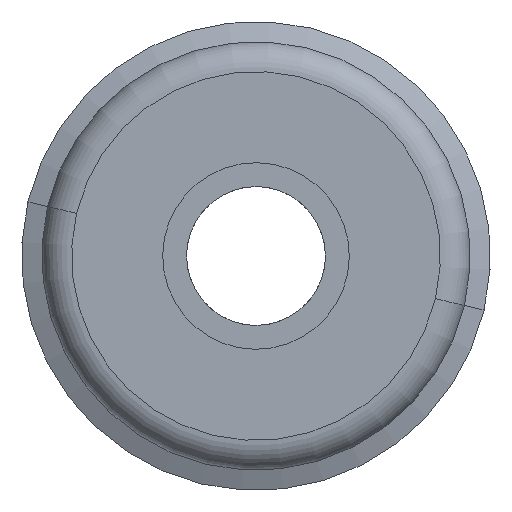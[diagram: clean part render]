
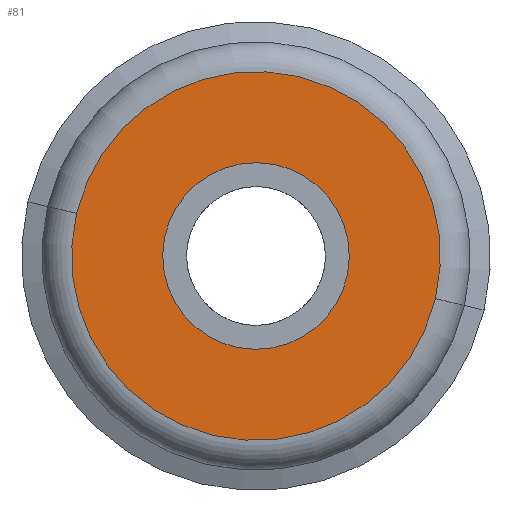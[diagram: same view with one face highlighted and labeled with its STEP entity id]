
A CAD part, front view. The second image highlights one B-rep face of the part: STEP entity #81.
In plain terms, the highlighted face is planar.
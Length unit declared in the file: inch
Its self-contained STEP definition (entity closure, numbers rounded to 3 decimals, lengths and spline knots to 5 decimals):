
#47 = EDGE_LOOP ( 'NONE', ( #1040, #185 ) ) ;
#81 = ADVANCED_FACE ( 'NONE', ( #2121, #2130 ), #1285, .T. ) ;
#185 = ORIENTED_EDGE ( 'NONE', *, *, #713, .T. ) ;
#270 = DIRECTION ( 'NONE',  ( -1., 0., 0. ) ) ;
#276 = CARTESIAN_POINT ( 'NONE',  ( -0.058, 0., 0.313 ) ) ;
#278 = DIRECTION ( 'NONE',  ( -1., 0., 0. ) ) ;
#283 = DIRECTION ( 'NONE',  ( 0., 0., -1. ) ) ;
#297 = CARTESIAN_POINT ( 'NONE',  ( 0., 0., 0.313 ) ) ;
#316 = DIRECTION ( 'NONE',  ( 0., 0., -1. ) ) ;
#317 = CARTESIAN_POINT ( 'NONE',  ( 0., 0., 0.313 ) ) ;
#572 = CARTESIAN_POINT ( 'NONE',  ( 0., 0., 0.313 ) ) ;
#573 = DIRECTION ( 'NONE',  ( -1., 0., 0. ) ) ;
#597 = DIRECTION ( 'NONE',  ( -1., 0., 0. ) ) ;
#607 = CARTESIAN_POINT ( 'NONE',  ( 0., 0., 0.313 ) ) ;
#646 = DIRECTION ( 'NONE',  ( 0., 0., -1. ) ) ;
#651 = DIRECTION ( 'NONE',  ( 0., 0., -1. ) ) ;
#713 = EDGE_CURVE ( 'NONE', #1730, #1709, #1953, .T. ) ;
#716 = EDGE_CURVE ( 'NONE', #1728, #1734, #1958, .T. ) ;
#736 = EDGE_CURVE ( 'NONE', #1734, #1728, #1520, .T. ) ;
#737 = EDGE_CURVE ( 'NONE', #1709, #1730, #1521, .T. ) ;
#894 = CARTESIAN_POINT ( 'NONE',  ( 0.058, 0., 0.313 ) ) ;
#901 = CARTESIAN_POINT ( 'NONE',  ( 0.1235, 0., 0.313 ) ) ;
#942 = CARTESIAN_POINT ( 'NONE',  ( -0.1235, 0., 0.313 ) ) ;
#1039 = ORIENTED_EDGE ( 'NONE', *, *, #736, .F. ) ;
#1040 = ORIENTED_EDGE ( 'NONE', *, *, #737, .T. ) ;
#1044 = ORIENTED_EDGE ( 'NONE', *, *, #716, .F. ) ;
#1243 = DIRECTION ( 'NONE',  ( 1., 0., 0. ) ) ;
#1252 = DIRECTION ( 'NONE',  ( 0., 0., 1. ) ) ;
#1285 = PLANE ( 'NONE',  #1600 ) ;
#1296 = CARTESIAN_POINT ( 'NONE',  ( 0., 0.058, 0.313 ) ) ;
#1520 = CIRCLE ( 'NONE', #1679, 0.1235 ) ;
#1521 = CIRCLE ( 'NONE', #1680, 0.058 ) ;
#1600 = AXIS2_PLACEMENT_3D ( 'NONE', #1296, #1252, #1243 ) ;
#1666 = AXIS2_PLACEMENT_3D ( 'NONE', #607, #646, #597 ) ;
#1667 = AXIS2_PLACEMENT_3D ( 'NONE', #572, #651, #573 ) ;
#1679 = AXIS2_PLACEMENT_3D ( 'NONE', #297, #283, #278 ) ;
#1680 = AXIS2_PLACEMENT_3D ( 'NONE', #317, #316, #270 ) ;
#1709 = VERTEX_POINT ( 'NONE', #276 ) ;
#1728 = VERTEX_POINT ( 'NONE', #942 ) ;
#1730 = VERTEX_POINT ( 'NONE', #894 ) ;
#1734 = VERTEX_POINT ( 'NONE', #901 ) ;
#1865 = EDGE_LOOP ( 'NONE', ( #1044, #1039 ) ) ;
#1953 = CIRCLE ( 'NONE', #1666, 0.058 ) ;
#1958 = CIRCLE ( 'NONE', #1667, 0.1235 ) ;
#2121 = FACE_BOUND ( 'NONE', #47, .T. ) ;
#2130 = FACE_OUTER_BOUND ( 'NONE', #1865, .T. ) ;
